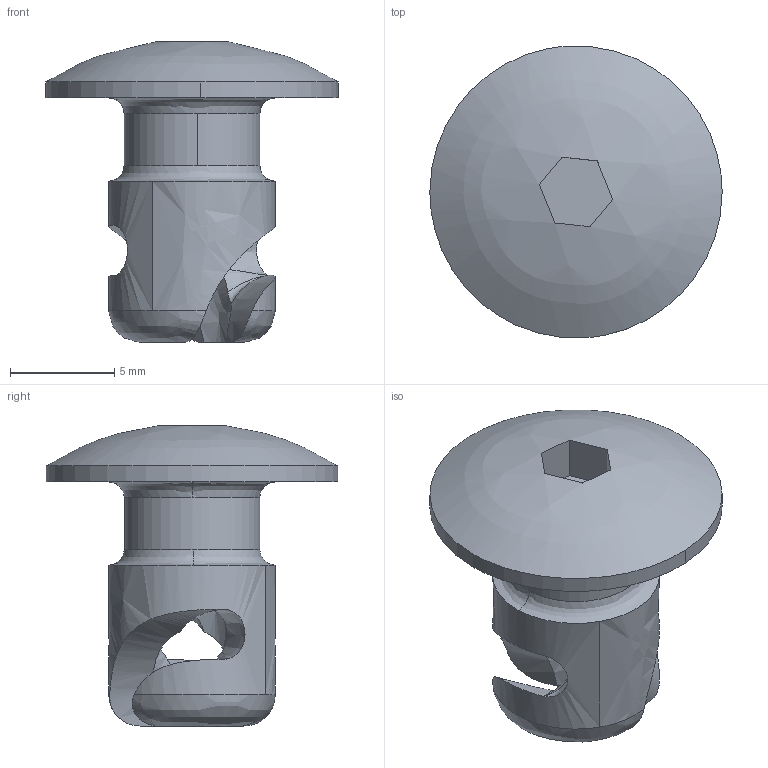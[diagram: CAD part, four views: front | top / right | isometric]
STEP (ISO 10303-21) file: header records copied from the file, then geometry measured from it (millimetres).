
FILE_DESCRIPTION((''),'2;1');
FILE_NAME('','2008-05-08T17:14:57',(''),(''),'','CADfix','');
FILE_SCHEMA(('AUTOMOTIVE_DESIGN { 1 0 10303 214 1 1 1 1 }'));
Length unit declared in the file: millimetre
Bounding box: 14 x 13.97 x 14.38 mm (x, y, z)
Volume: 610.1 mm3; surface area: 742.5 mm2
Topology: 1 solids, 1 shells, 36 faces, 106 edges, 74 vertices
Faces by surface type: bspline 36
Entity records: 3397 total; most frequent: CARTESIAN_POINT 2800, ORIENTED_EDGE 212, EDGE_CURVE 106, VERTEX_POINT 74, EDGE_LOOP 38, FACE_OUTER_BOUND 36, ADVANCED_FACE 36, B_SPLINE_CURVE_WITH_KNOTS 36
